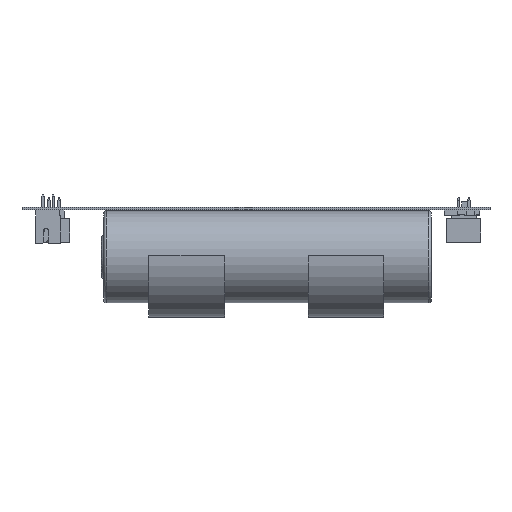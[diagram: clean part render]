
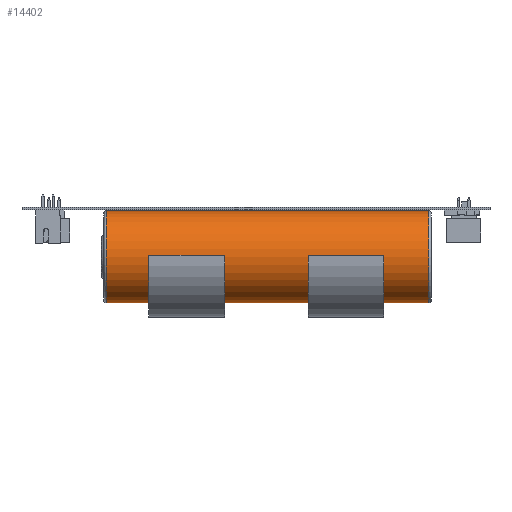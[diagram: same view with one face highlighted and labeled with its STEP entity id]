
A CAD part, front view. The second image highlights one B-rep face of the part: STEP entity #14402.
In plain terms, the highlighted cylindrical face has radius 9.1 mm (diameter 18.2 mm), a full revolution.
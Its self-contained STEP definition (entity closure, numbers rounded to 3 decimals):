
#14402 = ADVANCED_FACE('',(#14403),#14429,.T.);
#14403 = FACE_BOUND('',#14404,.T.);
#14404 = EDGE_LOOP('',(#14405,#14414,#14421,#14428));
#14405 = ORIENTED_EDGE('',*,*,#14406,.T.);
#14406 = EDGE_CURVE('',#14407,#14407,#14409,.T.);
#14407 = VERTEX_POINT('',#14408);
#14408 = CARTESIAN_POINT('',(-19.774,15.272,64.2));
#14409 = CIRCLE('',#14410,9.1);
#14410 = AXIS2_PLACEMENT_3D('',#14411,#14412,#14413);
#14411 = CARTESIAN_POINT('',(-28.874,15.272,64.2));
#14412 = DIRECTION('',(0.,0.,-1.));
#14413 = DIRECTION('',(1.,0.,0.));
#14414 = ORIENTED_EDGE('',*,*,#14415,.T.);
#14415 = EDGE_CURVE('',#14407,#14416,#14418,.T.);
#14416 = VERTEX_POINT('',#14417);
#14417 = CARTESIAN_POINT('',(-19.774,15.272,0.5));
#14418 = B_SPLINE_CURVE_WITH_KNOTS('',1,(#14419,#14420),.UNSPECIFIED.,
  .F.,.F.,(2,2),(0.5,64.2),.PIECEWISE_BEZIER_KNOTS.);
#14419 = CARTESIAN_POINT('',(-19.774,15.272,64.2));
#14420 = CARTESIAN_POINT('',(-19.774,15.272,0.5));
#14421 = ORIENTED_EDGE('',*,*,#14422,.T.);
#14422 = EDGE_CURVE('',#14416,#14416,#14423,.T.);
#14423 = CIRCLE('',#14424,9.1);
#14424 = AXIS2_PLACEMENT_3D('',#14425,#14426,#14427);
#14425 = CARTESIAN_POINT('',(-28.874,15.272,0.5));
#14426 = DIRECTION('',(0.,0.,1.));
#14427 = DIRECTION('',(1.,0.,0.));
#14428 = ORIENTED_EDGE('',*,*,#14415,.F.);
#14429 = CYLINDRICAL_SURFACE('',#14430,9.1);
#14430 = AXIS2_PLACEMENT_3D('',#14431,#14432,#14433);
#14431 = CARTESIAN_POINT('',(-28.874,15.272,64.7));
#14432 = DIRECTION('',(0.,0.,-1.));
#14433 = DIRECTION('',(-1.,0.,0.));
